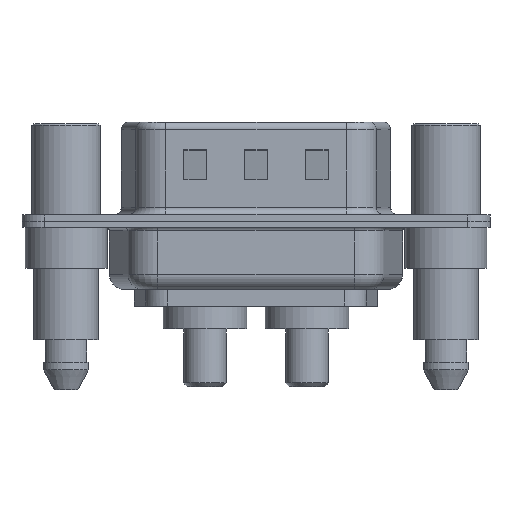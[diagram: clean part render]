
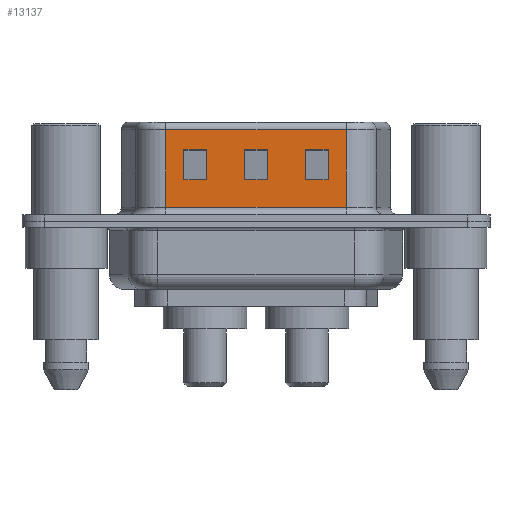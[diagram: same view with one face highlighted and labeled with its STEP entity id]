
A CAD part, front view. The second image highlights one B-rep face of the part: STEP entity #13137.
In plain terms, the highlighted planar face has unit normal (0, -1, 0).
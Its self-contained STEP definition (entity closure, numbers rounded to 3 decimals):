
#9 = CARTESIAN_POINT ( 'NONE',  ( 14.45, -4.58, 4.705 ) ) ;
#118 = VECTOR ( 'NONE', #8104, 1000. ) ;
#132 = EDGE_CURVE ( 'NONE', #530, #5866, #11998, .T. ) ;
#323 = LINE ( 'NONE', #7256, #3673 ) ;
#373 = ORIENTED_EDGE ( 'NONE', *, *, #11501, .T. ) ;
#383 = ORIENTED_EDGE ( 'NONE', *, *, #6895, .T. ) ;
#491 = VECTOR ( 'NONE', #8282, 1000. ) ;
#499 = EDGE_CURVE ( 'NONE', #15146, #530, #14546, .T. ) ;
#504 = VERTEX_POINT ( 'NONE', #3063 ) ;
#530 = VERTEX_POINT ( 'NONE', #5234 ) ;
#735 = VECTOR ( 'NONE', #13844, 1000. ) ;
#844 = EDGE_CURVE ( 'NONE', #8972, #10252, #7533, .T. ) ;
#857 = CARTESIAN_POINT ( 'NONE',  ( 7.75, -4.58, 2.705 ) ) ;
#913 = EDGE_CURVE ( 'NONE', #7878, #14904, #3058, .T. ) ;
#916 = VECTOR ( 'NONE', #12252, 1000. ) ;
#1033 = VECTOR ( 'NONE', #13422, 1000. ) ;
#1315 = VERTEX_POINT ( 'NONE', #857 ) ;
#1319 = CARTESIAN_POINT ( 'NONE',  ( 18.45, -4.58, 6.52 ) ) ;
#1656 = DIRECTION ( 'NONE',  ( -1., 0., 0. ) ) ;
#1661 = FACE_OUTER_BOUND ( 'NONE', #1807, .T. ) ;
#1807 = EDGE_LOOP ( 'NONE', ( #12752, #10006, #6779, #13582 ) ) ;
#1921 = CARTESIAN_POINT ( 'NONE',  ( 9.25, -4.58, 2.705 ) ) ;
#1938 = VECTOR ( 'NONE', #8322, 1000. ) ;
#2010 = VERTEX_POINT ( 'NONE', #1921 ) ;
#2128 = FACE_BOUND ( 'NONE', #4735, .T. ) ;
#2134 = CARTESIAN_POINT ( 'NONE',  ( 15.75, -4.58, 4.705 ) ) ;
#2463 = EDGE_CURVE ( 'NONE', #11001, #8972, #14496, .T. ) ;
#2826 = DIRECTION ( 'NONE',  ( 1., 0., 0. ) ) ;
#2839 = DIRECTION ( 'NONE',  ( 0., 0., -1. ) ) ;
#3046 = EDGE_CURVE ( 'NONE', #14904, #4120, #8524, .T. ) ;
#3058 = LINE ( 'NONE', #17387, #118 ) ;
#3063 = CARTESIAN_POINT ( 'NONE',  ( 7.75, -4.58, 4.705 ) ) ;
#3382 = EDGE_CURVE ( 'NONE', #5090, #2010, #17435, .T. ) ;
#3673 = VECTOR ( 'NONE', #15356, 1000. ) ;
#4120 = VERTEX_POINT ( 'NONE', #16227 ) ;
#4338 = CARTESIAN_POINT ( 'NONE',  ( 18.45, -4.58, 0.9 ) ) ;
#4487 = ORIENTED_EDGE ( 'NONE', *, *, #6425, .T. ) ;
#4722 = LINE ( 'NONE', #14968, #916 ) ;
#4735 = EDGE_LOOP ( 'NONE', ( #7120, #6135, #14965, #383 ) ) ;
#4738 = LINE ( 'NONE', #15092, #491 ) ;
#5090 = VERTEX_POINT ( 'NONE', #15483 ) ;
#5154 = ORIENTED_EDGE ( 'NONE', *, *, #3382, .T. ) ;
#5234 = CARTESIAN_POINT ( 'NONE',  ( 13.25, -4.58, 4.705 ) ) ;
#5405 = CARTESIAN_POINT ( 'NONE',  ( 11.75, -4.58, 4.705 ) ) ;
#5760 = EDGE_LOOP ( 'NONE', ( #15084, #8093, #8587, #8999 ) ) ;
#5833 = CARTESIAN_POINT ( 'NONE',  ( 14.45, -4.58, 2.705 ) ) ;
#5866 = VERTEX_POINT ( 'NONE', #11145 ) ;
#6085 = CARTESIAN_POINT ( 'NONE',  ( 18.45, -4.58, 6.02 ) ) ;
#6135 = ORIENTED_EDGE ( 'NONE', *, *, #132, .T. ) ;
#6425 = EDGE_CURVE ( 'NONE', #1315, #504, #4738, .T. ) ;
#6449 = VERTEX_POINT ( 'NONE', #4338 ) ;
#6467 = DIRECTION ( 'NONE',  ( 0., 0., -1. ) ) ;
#6495 = EDGE_CURVE ( 'NONE', #2010, #1315, #17012, .T. ) ;
#6576 = VECTOR ( 'NONE', #2839, 1000. ) ;
#6779 = ORIENTED_EDGE ( 'NONE', *, *, #844, .T. ) ;
#6895 = EDGE_CURVE ( 'NONE', #13052, #15146, #4722, .T. ) ;
#7017 = DIRECTION ( 'NONE',  ( 0., 0., 1. ) ) ;
#7120 = ORIENTED_EDGE ( 'NONE', *, *, #499, .T. ) ;
#7256 = CARTESIAN_POINT ( 'NONE',  ( 18.45, -4.58, 0.9 ) ) ;
#7340 = CARTESIAN_POINT ( 'NONE',  ( 6.55, -4.58, 6.02 ) ) ;
#7533 = LINE ( 'NONE', #13976, #11115 ) ;
#7878 = VERTEX_POINT ( 'NONE', #2134 ) ;
#7892 = EDGE_CURVE ( 'NONE', #16675, #7878, #15903, .T. ) ;
#8093 = ORIENTED_EDGE ( 'NONE', *, *, #16424, .T. ) ;
#8104 = DIRECTION ( 'NONE',  ( 1., 0., 0. ) ) ;
#8282 = DIRECTION ( 'NONE',  ( 0., 0., 1. ) ) ;
#8319 = CARTESIAN_POINT ( 'NONE',  ( 17.25, -4.58, 6.52 ) ) ;
#8322 = DIRECTION ( 'NONE',  ( 1., 0., 0. ) ) ;
#8524 = LINE ( 'NONE', #8319, #14477 ) ;
#8587 = ORIENTED_EDGE ( 'NONE', *, *, #7892, .T. ) ;
#8670 = VECTOR ( 'NONE', #11688, 1000. ) ;
#8774 = CARTESIAN_POINT ( 'NONE',  ( 13.25, -4.58, 6.52 ) ) ;
#8959 = DIRECTION ( 'NONE',  ( -1., 0., 0. ) ) ;
#8972 = VERTEX_POINT ( 'NONE', #7340 ) ;
#8999 = ORIENTED_EDGE ( 'NONE', *, *, #913, .T. ) ;
#9502 = AXIS2_PLACEMENT_3D ( 'NONE', #12398, #15107, #7017 ) ;
#9568 = CARTESIAN_POINT ( 'NONE',  ( 17.25, -4.58, 4.705 ) ) ;
#9800 = FACE_BOUND ( 'NONE', #5760, .T. ) ;
#10006 = ORIENTED_EDGE ( 'NONE', *, *, #2463, .T. ) ;
#10012 = CARTESIAN_POINT ( 'NONE',  ( 15.75, -4.58, 2.705 ) ) ;
#10252 = VERTEX_POINT ( 'NONE', #12074 ) ;
#10376 = VECTOR ( 'NONE', #14850, 1000. ) ;
#10424 = VECTOR ( 'NONE', #8959, 1000. ) ;
#10788 = CARTESIAN_POINT ( 'NONE',  ( 22.45, -4.58, 2.705 ) ) ;
#10893 = VECTOR ( 'NONE', #2826, 1000. ) ;
#10982 = LINE ( 'NONE', #10788, #10376 ) ;
#11001 = VERTEX_POINT ( 'NONE', #14866 ) ;
#11095 = CARTESIAN_POINT ( 'NONE',  ( 18.45, -4.58, 2.705 ) ) ;
#11115 = VECTOR ( 'NONE', #17574, 1000. ) ;
#11145 = CARTESIAN_POINT ( 'NONE',  ( 13.25, -4.58, 2.705 ) ) ;
#11272 = LINE ( 'NONE', #11095, #735 ) ;
#11501 = EDGE_CURVE ( 'NONE', #504, #5090, #16035, .T. ) ;
#11648 = ORIENTED_EDGE ( 'NONE', *, *, #6495, .T. ) ;
#11688 = DIRECTION ( 'NONE',  ( 0., 0., 1. ) ) ;
#11998 = LINE ( 'NONE', #8774, #1033 ) ;
#12068 = DIRECTION ( 'NONE',  ( 0., 0., -1. ) ) ;
#12074 = CARTESIAN_POINT ( 'NONE',  ( 6.55, -4.58, 0.9 ) ) ;
#12252 = DIRECTION ( 'NONE',  ( 0., 0., 1. ) ) ;
#12398 = CARTESIAN_POINT ( 'NONE',  ( 18.45, -4.58, 6.52 ) ) ;
#12597 = FACE_BOUND ( 'NONE', #12749, .T. ) ;
#12749 = EDGE_LOOP ( 'NONE', ( #5154, #11648, #4487, #373 ) ) ;
#12752 = ORIENTED_EDGE ( 'NONE', *, *, #17338, .F. ) ;
#13052 = VERTEX_POINT ( 'NONE', #14930 ) ;
#13137 = ADVANCED_FACE ( 'NONE', ( #12597, #9800, #2128, #1661 ), #17798, .F. ) ;
#13244 = EDGE_CURVE ( 'NONE', #10252, #6449, #323, .T. ) ;
#13390 = VECTOR ( 'NONE', #1656, 1000. ) ;
#13422 = DIRECTION ( 'NONE',  ( 0., 0., -1. ) ) ;
#13582 = ORIENTED_EDGE ( 'NONE', *, *, #13244, .T. ) ;
#13768 = LINE ( 'NONE', #1319, #6576 ) ;
#13825 = CARTESIAN_POINT ( 'NONE',  ( 18.45, -4.58, 4.705 ) ) ;
#13826 = VECTOR ( 'NONE', #12068, 1000. ) ;
#13844 = DIRECTION ( 'NONE',  ( -1., 0., 0. ) ) ;
#13976 = CARTESIAN_POINT ( 'NONE',  ( 6.55, -4.58, 6.52 ) ) ;
#14306 = EDGE_CURVE ( 'NONE', #5866, #13052, #11272, .T. ) ;
#14477 = VECTOR ( 'NONE', #6467, 1000. ) ;
#14496 = LINE ( 'NONE', #6085, #10424 ) ;
#14546 = LINE ( 'NONE', #13825, #10893 ) ;
#14850 = DIRECTION ( 'NONE',  ( -1., 0., 0. ) ) ;
#14866 = CARTESIAN_POINT ( 'NONE',  ( 18.45, -4.58, 6.02 ) ) ;
#14904 = VERTEX_POINT ( 'NONE', #9568 ) ;
#14930 = CARTESIAN_POINT ( 'NONE',  ( 11.75, -4.58, 2.705 ) ) ;
#14965 = ORIENTED_EDGE ( 'NONE', *, *, #14306, .T. ) ;
#14968 = CARTESIAN_POINT ( 'NONE',  ( 11.75, -4.58, 6.52 ) ) ;
#15084 = ORIENTED_EDGE ( 'NONE', *, *, #3046, .T. ) ;
#15092 = CARTESIAN_POINT ( 'NONE',  ( 7.75, -4.58, 6.52 ) ) ;
#15107 = DIRECTION ( 'NONE',  ( 0., 1., 0. ) ) ;
#15146 = VERTEX_POINT ( 'NONE', #5405 ) ;
#15356 = DIRECTION ( 'NONE',  ( 1., 0., 0. ) ) ;
#15483 = CARTESIAN_POINT ( 'NONE',  ( 9.25, -4.58, 4.705 ) ) ;
#15795 = CARTESIAN_POINT ( 'NONE',  ( 15.75, -4.58, 6.52 ) ) ;
#15903 = LINE ( 'NONE', #15795, #8670 ) ;
#16035 = LINE ( 'NONE', #9, #1938 ) ;
#16109 = CARTESIAN_POINT ( 'NONE',  ( 9.25, -4.58, 6.52 ) ) ;
#16227 = CARTESIAN_POINT ( 'NONE',  ( 17.25, -4.58, 2.705 ) ) ;
#16424 = EDGE_CURVE ( 'NONE', #4120, #16675, #10982, .T. ) ;
#16675 = VERTEX_POINT ( 'NONE', #10012 ) ;
#17012 = LINE ( 'NONE', #5833, #13390 ) ;
#17338 = EDGE_CURVE ( 'NONE', #11001, #6449, #13768, .T. ) ;
#17387 = CARTESIAN_POINT ( 'NONE',  ( 22.45, -4.58, 4.705 ) ) ;
#17435 = LINE ( 'NONE', #16109, #13826 ) ;
#17574 = DIRECTION ( 'NONE',  ( 0., 0., -1. ) ) ;
#17798 = PLANE ( 'NONE',  #9502 ) ;
